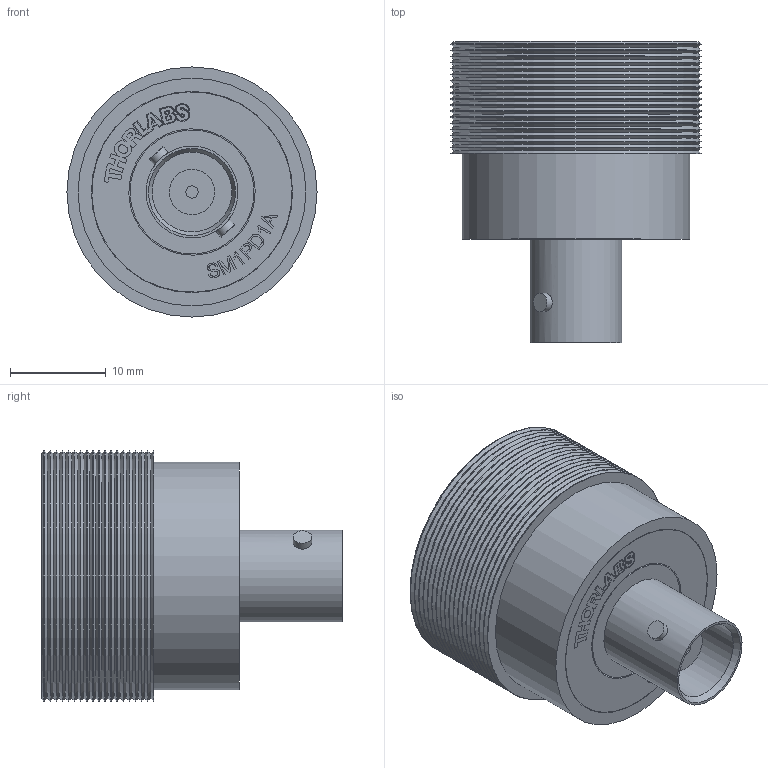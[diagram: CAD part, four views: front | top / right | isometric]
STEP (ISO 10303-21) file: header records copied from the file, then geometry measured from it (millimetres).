
FILE_DESCRIPTION (( 'STEP AP214' ), '1' );
FILE_NAME ('TTN008836-E0W.STEP', '2018-04-23T22:01:19', ( 'admin' ), ( '' ), 'SwSTEP 2.0', 'SolidWorks 2016', '' );
FILE_SCHEMA (( 'AUTOMOTIVE_DESIGN' ));
Length unit declared in the file: inch
Products named in the file (1): TTN008836-E0W
Bounding box: 26.11 x 31.43 x 26.11 mm (x, y, z)
Volume: 7367.8 mm3; surface area: 9535.5 mm2
Topology: 5 solids, 5 shells, 406 faces, 1014 edges, 656 vertices
Faces by surface type: plane 218, bspline 105, cylinder 43, cone 40
Full cylindrical faces by diameter (mm): 1.27 x1, 1.321 x1, 1.93 x2, 2.083 x1, 4.75 x1, 5.334 x1, 8.331 x1, 9 x1, 9.601 x1, 12.954 x1, 13.2 x1, 17.501 x1, 19.66 x1, 20.93 x1, 21 x1, 23.8 x1, 26.111 x19
Entity records: 19009 total; most frequent: CARTESIAN_POINT 4939, ORIENTED_EDGE 1862, DIRECTION 1431, EDGE_CURVE 931, VERTEX_POINT 650, VECTOR 611, LINE 611, EDGE_LOOP 525
